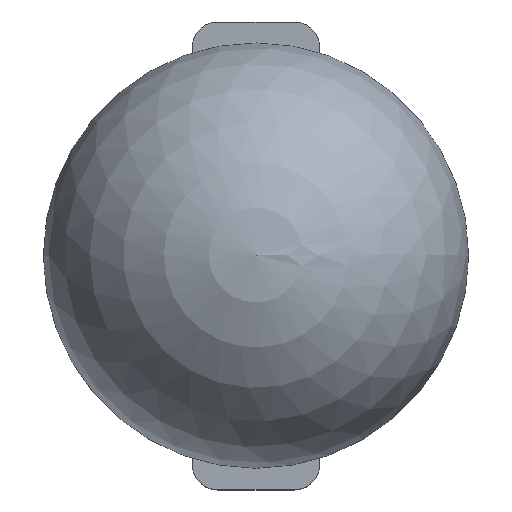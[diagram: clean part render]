
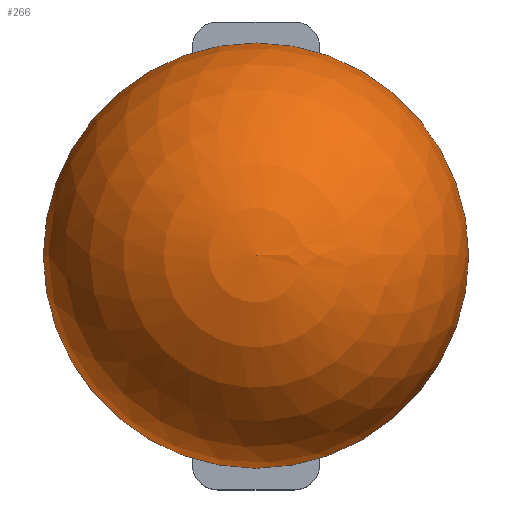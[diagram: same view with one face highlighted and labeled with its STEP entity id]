
A CAD part, top view. The second image highlights one B-rep face of the part: STEP entity #266.
In plain terms, the highlighted spherical face has radius 2.5 mm.
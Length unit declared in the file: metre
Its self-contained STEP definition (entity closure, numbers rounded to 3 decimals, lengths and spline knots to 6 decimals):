
#16=SPHERICAL_SURFACE('',#299,0.0025);
#21=CIRCLE('',#298,0.0025);
#63=ORIENTED_EDGE('',*,*,#126,.T.);
#126=EDGE_CURVE('',#157,#157,#21,.T.);
#157=VERTEX_POINT('',#444);
#225=EDGE_LOOP('',(#63));
#241=FACE_BOUND('',#225,.T.);
#266=ADVANCED_FACE('',(#241),#16,.T.);
#298=AXIS2_PLACEMENT_3D('',#443,#356,#357);
#299=AXIS2_PLACEMENT_3D('',#445,#358,#359);
#356=DIRECTION('',(0.,0.,1.));
#357=DIRECTION('',(1.,0.,0.));
#358=DIRECTION('',(0.,0.,1.));
#359=DIRECTION('',(1.,0.,0.));
#443=CARTESIAN_POINT('',(0.00075,0.00175,0.003));
#444=CARTESIAN_POINT('',(0.00325,0.00175,0.003));
#445=CARTESIAN_POINT('',(0.00075,0.00175,0.003));
